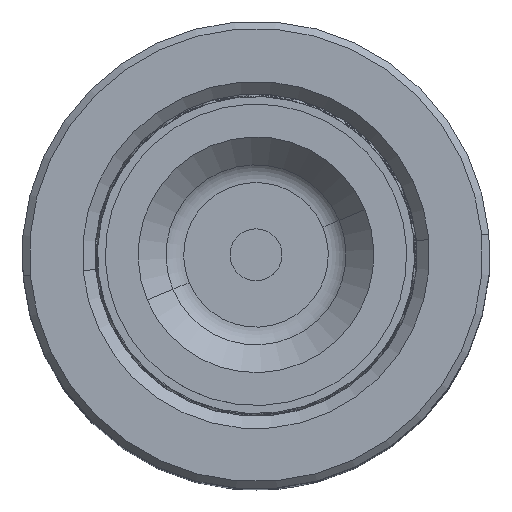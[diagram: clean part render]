
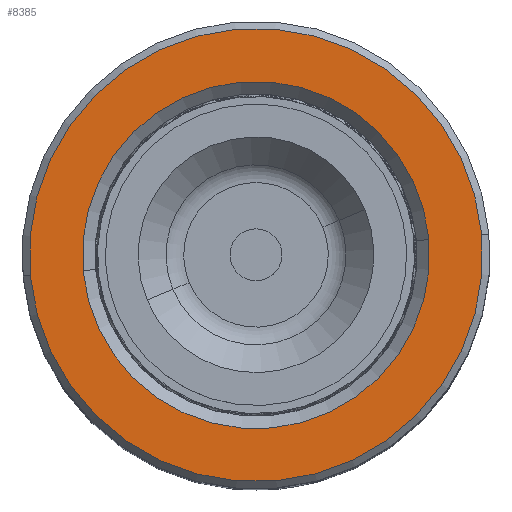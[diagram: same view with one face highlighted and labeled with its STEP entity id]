
A CAD part, top view. The second image highlights one B-rep face of the part: STEP entity #8385.
In plain terms, the highlighted planar face has unit normal (0, 0, 1).
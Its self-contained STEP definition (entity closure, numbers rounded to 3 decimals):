
#254 = AXIS2_PLACEMENT_3D ( 'NONE', #58928, #49871, #46234 ) ;
#469 = VERTEX_POINT ( 'NONE', #23756 ) ;
#2554 = AXIS2_PLACEMENT_3D ( 'NONE', #37309, #28004, #9779 ) ;
#3725 = DIRECTION ( 'NONE',  ( 0., 0., -1. ) ) ;
#4714 = CIRCLE ( 'NONE', #2554, 21.8 ) ;
#6853 = CARTESIAN_POINT ( 'NONE',  ( 16.7, 0., 80. ) ) ;
#8162 = DIRECTION ( 'NONE',  ( 0., 0., 1. ) ) ;
#8385 = ADVANCED_FACE ( 'NONE', ( #39635, #41766 ), #39335, .T. ) ;
#8507 = EDGE_CURVE ( 'NONE', #469, #10968, #9952, .T. ) ;
#9235 = VERTEX_POINT ( 'NONE', #31763 ) ;
#9779 = DIRECTION ( 'NONE',  ( 1., 0., 0. ) ) ;
#9952 = CIRCLE ( 'NONE', #53853, 16.7 ) ;
#10968 = VERTEX_POINT ( 'NONE', #6853 ) ;
#11633 = CARTESIAN_POINT ( 'NONE',  ( 0., 0., 80. ) ) ;
#15760 = EDGE_CURVE ( 'NONE', #9235, #38427, #40817, .T. ) ;
#22133 = DIRECTION ( 'NONE',  ( 1., 0., 0. ) ) ;
#22888 = ORIENTED_EDGE ( 'NONE', *, *, #34574, .T. ) ;
#23756 = CARTESIAN_POINT ( 'NONE',  ( -16.7, 0., 80. ) ) ;
#25530 = ORIENTED_EDGE ( 'NONE', *, *, #15760, .T. ) ;
#26560 = AXIS2_PLACEMENT_3D ( 'NONE', #40335, #8162, #22133 ) ;
#28004 = DIRECTION ( 'NONE',  ( 0., 0., 1. ) ) ;
#28876 = ORIENTED_EDGE ( 'NONE', *, *, #48665, .T. ) ;
#31430 = ORIENTED_EDGE ( 'NONE', *, *, #8507, .T. ) ;
#31763 = CARTESIAN_POINT ( 'NONE',  ( -21.8, 0., 80. ) ) ;
#34574 = EDGE_CURVE ( 'NONE', #38427, #9235, #4714, .T. ) ;
#37219 = EDGE_LOOP ( 'NONE', ( #25530, #22888 ) ) ;
#37309 = CARTESIAN_POINT ( 'NONE',  ( 0., 0., 80. ) ) ;
#38427 = VERTEX_POINT ( 'NONE', #57470 ) ;
#39335 = PLANE ( 'NONE',  #56930 ) ;
#39635 = FACE_OUTER_BOUND ( 'NONE', #37219, .T. ) ;
#40335 = CARTESIAN_POINT ( 'NONE',  ( 0., 0., 80. ) ) ;
#40817 = CIRCLE ( 'NONE', #26560, 21.8 ) ;
#41766 = FACE_BOUND ( 'NONE', #50815, .T. ) ;
#42746 = CIRCLE ( 'NONE', #254, 16.7 ) ;
#46234 = DIRECTION ( 'NONE',  ( 1., 0., 0. ) ) ;
#47600 = DIRECTION ( 'NONE',  ( 0., 0., 1. ) ) ;
#48665 = EDGE_CURVE ( 'NONE', #10968, #469, #42746, .T. ) ;
#48840 = DIRECTION ( 'NONE',  ( 1., 0., 0. ) ) ;
#49871 = DIRECTION ( 'NONE',  ( 0., 0., -1. ) ) ;
#50815 = EDGE_LOOP ( 'NONE', ( #28876, #31430 ) ) ;
#53853 = AXIS2_PLACEMENT_3D ( 'NONE', #58700, #3725, #54040 ) ;
#54040 = DIRECTION ( 'NONE',  ( 1., 0., 0. ) ) ;
#56930 = AXIS2_PLACEMENT_3D ( 'NONE', #11633, #47600, #48840 ) ;
#57470 = CARTESIAN_POINT ( 'NONE',  ( 21.8, 0., 80. ) ) ;
#58700 = CARTESIAN_POINT ( 'NONE',  ( 0., 0., 80. ) ) ;
#58928 = CARTESIAN_POINT ( 'NONE',  ( 0., 0., 80. ) ) ;
